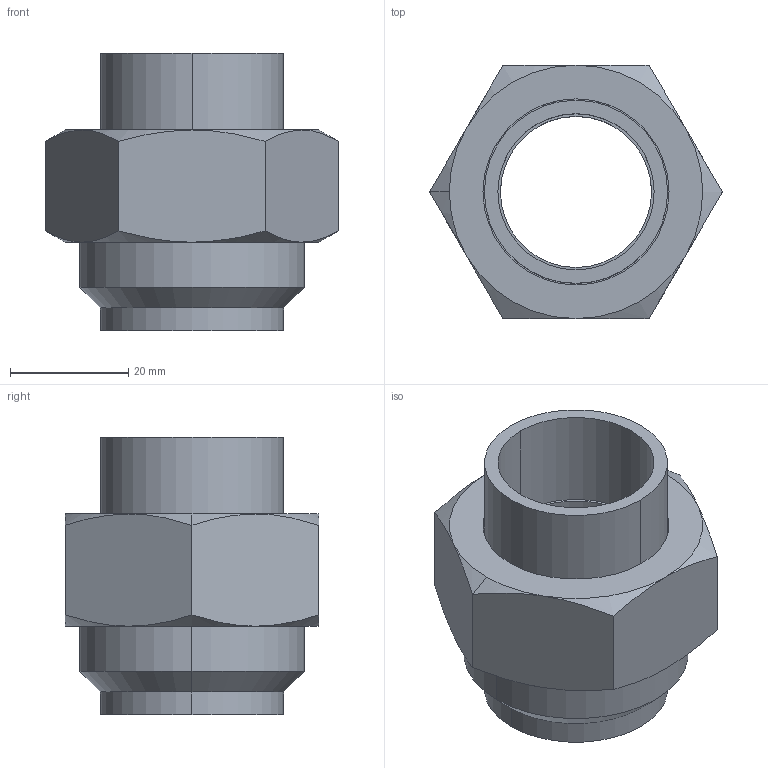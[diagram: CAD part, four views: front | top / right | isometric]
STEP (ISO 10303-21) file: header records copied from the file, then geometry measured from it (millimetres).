
FILE_DESCRIPTION (( 'STEP AP203' ), '1' );
FILE_NAME ('11-3131-05_outokumpu.step', '2015-08-07T11:20:40', ( '' ), ( '' ), 'SwSTEP 2.0', 'SolidWorks 2008', '' );
FILE_SCHEMA (( 'CONFIG_CONTROL_DESIGN' ));
Length unit declared in the file: millimetre
Products named in the file (5): case-13-555-130_outokumpu_case-13-555-130_outokumpu; nipple-13-444-016_outokumpu_nipple-13-444-016_outokumpu; nut-13-222-102_outokumpu_nut-13-222-102_outokumpu; seal-11-3131-05_outokumpu_seal-11-3131-05_outokumpu; 11-3131-05_outokumpu
Assembly tree (4 placements, depth 2):
  11-3131-05_outokumpu
    nut-13-222-102_outokumpu_nut-13-222-102_outokumpu
    nipple-13-444-016_outokumpu_nipple-13-444-016_outokumpu
    seal-11-3131-05_outokumpu_seal-11-3131-05_outokumpu
    case-13-555-130_outokumpu_case-13-555-130_outokumpu
Bounding box: 49.54 x 42.9 x 47 mm (x, y, z)
Volume: 28840.5 mm3; surface area: 18505.1 mm2
Topology: 4 solids, 4 shells, 60 faces, 124 edges, 76 vertices
Faces by surface type: cylinder 24, cone 18, plane 18
Entity records: 2251 total; most frequent: CARTESIAN_POINT 435, DIRECTION 298, ORIENTED_EDGE 248, AXIS2_PLACEMENT_3D 131, EDGE_CURVE 124, VERTEX_POINT 76, EDGE_LOOP 72, CIRCLE 64
